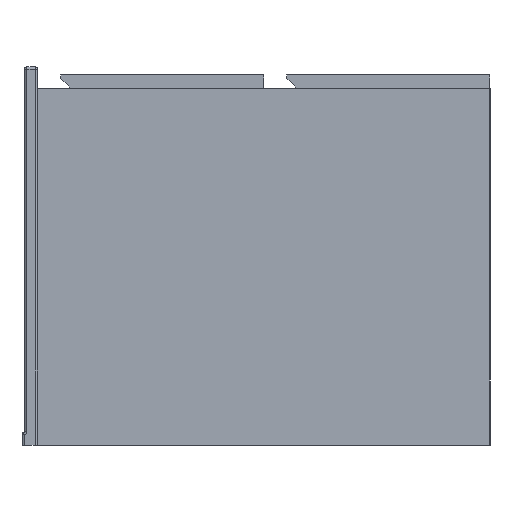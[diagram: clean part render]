
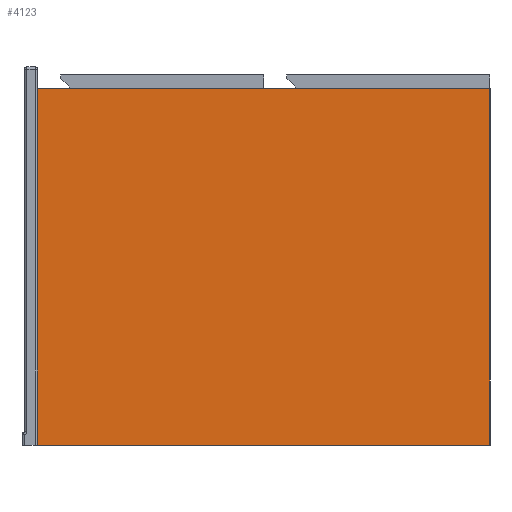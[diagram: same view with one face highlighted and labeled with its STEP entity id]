
A CAD part, left-side view. The second image highlights one B-rep face of the part: STEP entity #4123.
In plain terms, the highlighted planar face has unit normal (-1, 0, 0).
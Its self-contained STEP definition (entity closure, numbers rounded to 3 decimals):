
#419 = AXIS2_PLACEMENT_3D ( 'NONE', #921, #2398, #5649 ) ;
#625 = LINE ( 'NONE', #2369, #4582 ) ;
#921 = CARTESIAN_POINT ( 'NONE',  ( -744., 275., 434. ) ) ;
#1007 = ORIENTED_EDGE ( 'NONE', *, *, #3616, .T. ) ;
#1119 = CARTESIAN_POINT ( 'NONE',  ( -744., 275., 434. ) ) ;
#1406 = LINE ( 'NONE', #5992, #4102 ) ;
#1743 = VERTEX_POINT ( 'NONE', #3863 ) ;
#2029 = EDGE_CURVE ( 'NONE', #3415, #1743, #5961, .T. ) ;
#2369 = CARTESIAN_POINT ( 'NONE',  ( -744., 275., 434. ) ) ;
#2397 = FACE_OUTER_BOUND ( 'NONE', #3286, .T. ) ;
#2398 = DIRECTION ( 'NONE',  ( -1., 0., 0. ) ) ;
#2474 = LINE ( 'NONE', #2761, #2548 ) ;
#2548 = VECTOR ( 'NONE', #2800, 1000. ) ;
#2589 = EDGE_CURVE ( 'NONE', #4512, #3415, #1406, .T. ) ;
#2761 = CARTESIAN_POINT ( 'NONE',  ( -744., 275., 434. ) ) ;
#2772 = DIRECTION ( 'NONE',  ( 0., 1., 0. ) ) ;
#2800 = DIRECTION ( 'NONE',  ( 0., 1., 0. ) ) ;
#3058 = VERTEX_POINT ( 'NONE', #1119 ) ;
#3131 = VECTOR ( 'NONE', #2772, 1000. ) ;
#3228 = DIRECTION ( 'NONE',  ( 0., 0., -1. ) ) ;
#3286 = EDGE_LOOP ( 'NONE', ( #3463, #4327, #1007, #5591 ) ) ;
#3415 = VERTEX_POINT ( 'NONE', #3563 ) ;
#3463 = ORIENTED_EDGE ( 'NONE', *, *, #2029, .F. ) ;
#3521 = EDGE_CURVE ( 'NONE', #3058, #1743, #625, .T. ) ;
#3563 = CARTESIAN_POINT ( 'NONE',  ( -744., -275., 0. ) ) ;
#3616 = EDGE_CURVE ( 'NONE', #4512, #3058, #2474, .T. ) ;
#3766 = CARTESIAN_POINT ( 'NONE',  ( -744., -275., 434. ) ) ;
#3863 = CARTESIAN_POINT ( 'NONE',  ( -744., 275., 0. ) ) ;
#4102 = VECTOR ( 'NONE', #3228, 1000. ) ;
#4123 = ADVANCED_FACE ( 'NONE', ( #2397 ), #6061, .T. ) ;
#4327 = ORIENTED_EDGE ( 'NONE', *, *, #2589, .F. ) ;
#4512 = VERTEX_POINT ( 'NONE', #3766 ) ;
#4582 = VECTOR ( 'NONE', #5104, 1000. ) ;
#5104 = DIRECTION ( 'NONE',  ( 0., 0., -1. ) ) ;
#5591 = ORIENTED_EDGE ( 'NONE', *, *, #3521, .T. ) ;
#5649 = DIRECTION ( 'NONE',  ( 0., 0., 1. ) ) ;
#5961 = LINE ( 'NONE', #6029, #3131 ) ;
#5992 = CARTESIAN_POINT ( 'NONE',  ( -744., -275., 434. ) ) ;
#6029 = CARTESIAN_POINT ( 'NONE',  ( -744., 275., 0. ) ) ;
#6061 = PLANE ( 'NONE',  #419 ) ;
